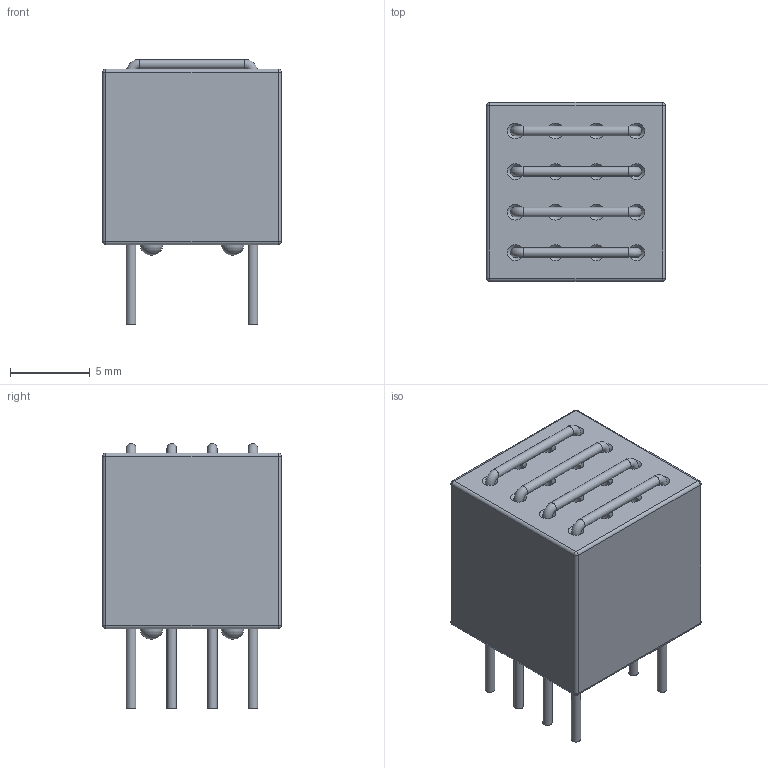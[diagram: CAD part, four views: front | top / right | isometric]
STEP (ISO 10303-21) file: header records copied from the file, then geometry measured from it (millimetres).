
FILE_DESCRIPTION(/* description */ ('Unknown'),/* implementation_level */ '2;1');
FILE_NAME(/* name */ 'FB_Wurth_WE-MLS_742730023',/* time_stamp */ '2025-06-18T10:27:56+08:00',/* author */ ('Unknown'),/* organization */ ('Unknown'),/* preprocessor_version */ 'ST-DEVELOPER v19.4',/* originating_system */ 'Solid Edge',/* authorisation */ 'Unknown');
FILE_SCHEMA (('AUTOMOTIVE_DESIGN {1 0 10303 214 3 1 1}'));
Length unit declared in the file: millimetre
Products named in the file (2): FB_Wurth_WE-MLS_742730023
Assembly tree (1 placements, depth 2):
  FB_Wurth_WE-MLS_742730023
    FB_Wurth_WE-MLS_742730023
Bounding box: 11.2 x 11.2 x 16.6 mm (x, y, z)
Volume: 1375.3 mm3; surface area: 1357.6 mm2
Topology: 5 solids, 5 shells, 110 faces, 226 edges, 122 vertices
Faces by surface type: cylinder 40, cone 32, plane 18, torus 12, sphere 8
Full cylindrical faces by diameter (mm): 0.6 x28
Entity records: 2558 total; most frequent: DIRECTION 488, CARTESIAN_POINT 376, ORIENTED_EDGE 288, AXIS2_PLACEMENT_3D 232, EDGE_LOOP 218, FACE_BOUND 218, EDGE_CURVE 144, VERTEX_POINT 120
